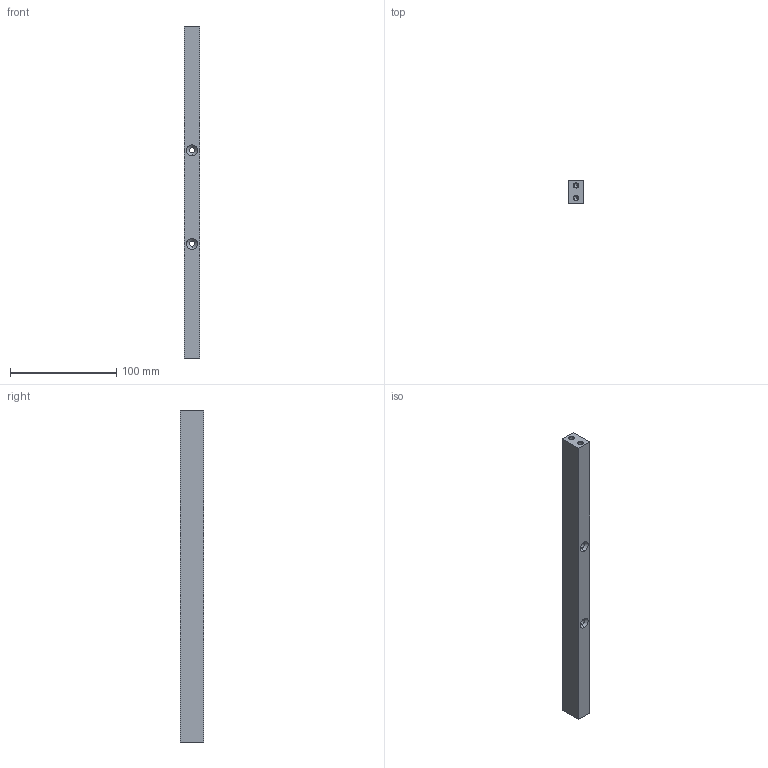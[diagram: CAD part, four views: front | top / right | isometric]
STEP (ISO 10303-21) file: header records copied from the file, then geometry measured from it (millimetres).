
FILE_DESCRIPTION (( 'STEP AP203' ), '1' );
FILE_NAME ('TIT-012-Barre-ALU-fixation-chassis.STEP', '2022-05-25T11:54:21', ( '' ), ( '' ), 'SwSTEP 2.0', 'SolidWorks 2016', '' );
FILE_SCHEMA (( 'CONFIG_CONTROL_DESIGN' ));
Length unit declared in the file: millimetre
Products named in the file (1): TIT-012-Barre-ALU-fixation-chassis
Bounding box: 15 x 22 x 312.55 mm (x, y, z)
Volume: 101223.5 mm3; surface area: 25136.2 mm2
Topology: 1 solids, 1 shells, 38 faces, 88 edges, 48 vertices
Faces by surface type: cone 20, cylinder 12, plane 6
Entity records: 1097 total; most frequent: DIRECTION 194, CARTESIAN_POINT 167, ORIENTED_EDGE 160, EDGE_CURVE 80, AXIS2_PLACEMENT_3D 75, VERTEX_POINT 48, EDGE_LOOP 46, LINE 44
